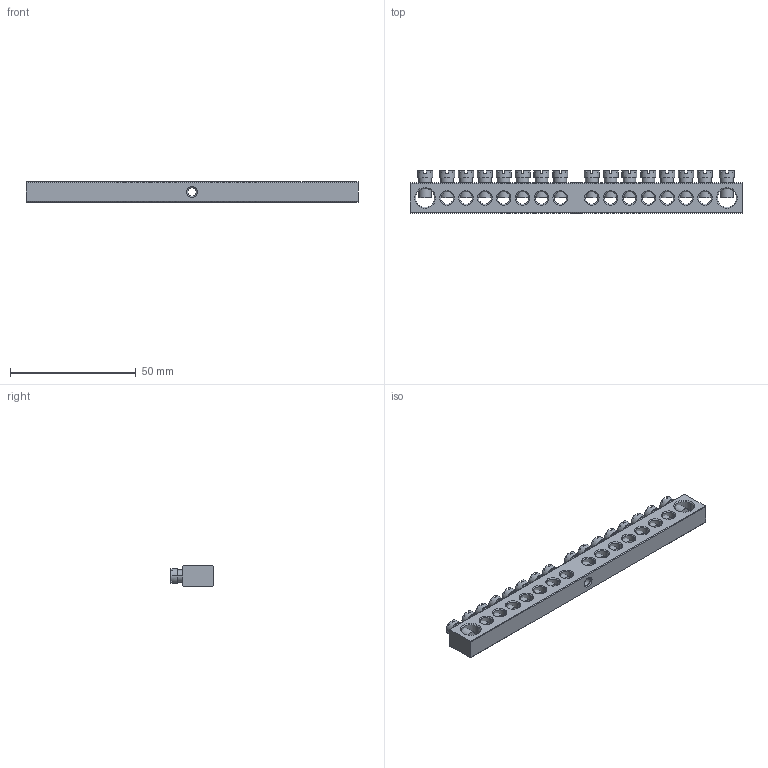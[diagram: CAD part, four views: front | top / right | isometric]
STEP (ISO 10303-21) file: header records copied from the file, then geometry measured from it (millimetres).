
FILE_DESCRIPTION (( 'STEP AP203' ), '1' );
FILE_NAME ('YNN20-16-100 Øèíà PEN çåìëÿ-íîëü 8õ12ìì 16_1 (16ãðóïïû_êðåï ïî öåíòð) ÈÝÊ.STEP', '2016-08-24T13:15:23', ( 'user' ), ( '' ), 'SwSTEP 2.0', 'SolidWorks 2014', '' );
FILE_SCHEMA (( 'CONFIG_CONTROL_DESIGN' ));
Length unit declared in the file: millimetre
Products named in the file (3): YNN20-16-100 Øèíà PEN çåìëÿ-íîëü 8õ12ìì 16_1 (16ãðóïïû_êðåï ïî öåíòð) ÈÝÊ; Øèíà ÂõÍ n-1_8å12 16-1; Âèíò_Œ5
Assembly tree (17 placements, depth 2):
  YNN20-16-100 Øèíà PEN çåìëÿ-íîëü 8õ12ìì 16_1 (16ãðóïïû_êðåï ïî öåíòð) ÈÝÊ
    Øèíà ÂõÍ n-1_8å12 16-1
    Âèíò_Œ5  x16
Bounding box: 132 x 16.7 x 8 mm (x, y, z)
Volume: 12268.3 mm3; surface area: 11039.8 mm2
Topology: 17 solids, 17 shells, 816 faces, 2150 edges, 1384 vertices
Faces by surface type: plane 554, cone 132, cylinder 130
Entity records: 8195 total; most frequent: CARTESIAN_POINT 2145, DIRECTION 1186, ORIENTED_EDGE 1056, EDGE_CURVE 528, AXIS2_PLACEMENT_3D 472, VERTEX_POINT 319, EDGE_LOOP 285, LINE 242
